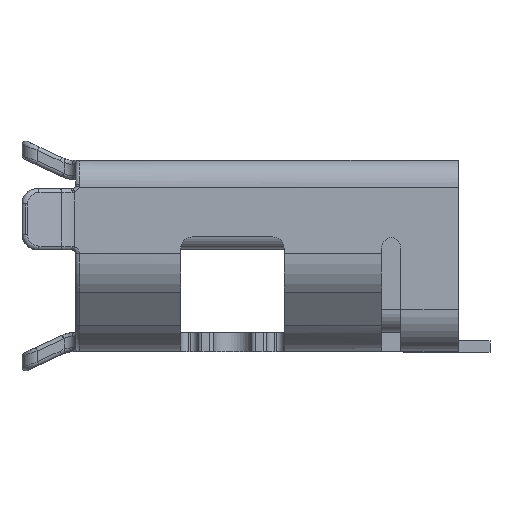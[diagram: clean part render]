
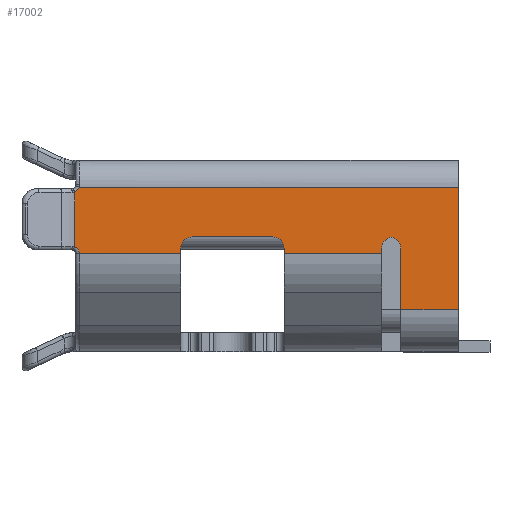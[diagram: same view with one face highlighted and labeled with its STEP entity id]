
A CAD part, left-side view. The second image highlights one B-rep face of the part: STEP entity #17002.
In plain terms, the highlighted planar face has unit normal (-1, 0, 0).
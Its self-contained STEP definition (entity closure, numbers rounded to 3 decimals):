
#319 = CIRCLE ( 'NONE', #12476, 0.15 ) ;
#748 = CIRCLE ( 'NONE', #7699, 0.15 ) ;
#812 = DIRECTION ( 'NONE',  ( 0., 0., -1. ) ) ;
#1673 = VERTEX_POINT ( 'NONE', #5129 ) ;
#1874 = VERTEX_POINT ( 'NONE', #2161 ) ;
#2057 = LINE ( 'NONE', #32325, #35224 ) ;
#2115 = CARTESIAN_POINT ( 'NONE',  ( -3.75, 2.005, 2.2 ) ) ;
#2161 = CARTESIAN_POINT ( 'NONE',  ( -3.75, 0.525, 1.55 ) ) ;
#2428 = ORIENTED_EDGE ( 'NONE', *, *, #7214, .T. ) ;
#2516 = DIRECTION ( 'NONE',  ( 0., 1., 0. ) ) ;
#2568 = EDGE_CURVE ( 'NONE', #27915, #7141, #6767, .T. ) ;
#2727 = DIRECTION ( 'NONE',  ( 0., 1., 0. ) ) ;
#2731 = VECTOR ( 'NONE', #4027, 1000. ) ;
#2732 = VECTOR ( 'NONE', #13402, 1000. ) ;
#3060 = CARTESIAN_POINT ( 'NONE',  ( -3.75, -0.525, 1.4 ) ) ;
#3176 = EDGE_CURVE ( 'NONE', #18697, #3825, #319, .T. ) ;
#3825 = VERTEX_POINT ( 'NONE', #14145 ) ;
#4027 = DIRECTION ( 'NONE',  ( 0., 0., -1. ) ) ;
#4470 = CARTESIAN_POINT ( 'NONE',  ( -3.75, 2.1, 1.33 ) ) ;
#4745 = CARTESIAN_POINT ( 'NONE',  ( -3.75, 0.675, 10.116 ) ) ;
#4963 = DIRECTION ( 'NONE',  ( 0., 0., -1. ) ) ;
#5103 = ORIENTED_EDGE ( 'NONE', *, *, #3176, .T. ) ;
#5129 = CARTESIAN_POINT ( 'NONE',  ( -3.75, -1.95, 1.333 ) ) ;
#5205 = ORIENTED_EDGE ( 'NONE', *, *, #26454, .T. ) ;
#5246 = CARTESIAN_POINT ( 'NONE',  ( -3.75, -1.95, 1.4 ) ) ;
#5428 = DIRECTION ( 'NONE',  ( 0., 0., -1. ) ) ;
#5499 = VERTEX_POINT ( 'NONE', #12528 ) ;
#5545 = VERTEX_POINT ( 'NONE', #34595 ) ;
#5802 = DIRECTION ( 'NONE',  ( 0., 1., 0. ) ) ;
#5970 = EDGE_CURVE ( 'NONE', #3825, #35074, #748, .T. ) ;
#6567 = DIRECTION ( 'NONE',  ( 1., 0., 0. ) ) ;
#6586 = DIRECTION ( 'NONE',  ( 0., 1., 0. ) ) ;
#6767 = LINE ( 'NONE', #4745, #2731 ) ;
#7141 = VERTEX_POINT ( 'NONE', #21403 ) ;
#7145 = DIRECTION ( 'NONE',  ( 0., 0., -1. ) ) ;
#7214 = EDGE_CURVE ( 'NONE', #34799, #5499, #23193, .T. ) ;
#7264 = CARTESIAN_POINT ( 'NONE',  ( -3.75, 2.1, 2.23 ) ) ;
#7319 = AXIS2_PLACEMENT_3D ( 'NONE', #4470, #15504, #10278 ) ;
#7321 = VECTOR ( 'NONE', #2516, 1000. ) ;
#7544 = ORIENTED_EDGE ( 'NONE', *, *, #26869, .T. ) ;
#7557 = PLANE ( 'NONE',  #23022 ) ;
#7570 = CARTESIAN_POINT ( 'NONE',  ( -3.75, -2.2, 0.6 ) ) ;
#7660 = EDGE_CURVE ( 'NONE', #5499, #12027, #15436, .T. ) ;
#7699 = AXIS2_PLACEMENT_3D ( 'NONE', #19613, #16878, #25245 ) ;
#8157 = LINE ( 'NONE', #21547, #34655 ) ;
#8851 = ORIENTED_EDGE ( 'NONE', *, *, #7660, .T. ) ;
#9191 = EDGE_CURVE ( 'NONE', #18697, #1673, #16142, .T. ) ;
#9327 = DIRECTION ( 'NONE',  ( 0., 1., 0. ) ) ;
#9648 = ORIENTED_EDGE ( 'NONE', *, *, #2568, .F. ) ;
#9745 = CARTESIAN_POINT ( 'NONE',  ( -3.75, -0.675, 1.4 ) ) ;
#9936 = CARTESIAN_POINT ( 'NONE',  ( -3.75, 2.15, 2.55 ) ) ;
#10223 = VERTEX_POINT ( 'NONE', #9745 ) ;
#10278 = DIRECTION ( 'NONE',  ( 0., 1., 0. ) ) ;
#10925 = CARTESIAN_POINT ( 'NONE',  ( -3.75, -0.675, 1.333 ) ) ;
#11211 = VECTOR ( 'NONE', #7145, 1000. ) ;
#11492 = ORIENTED_EDGE ( 'NONE', *, *, #27786, .F. ) ;
#11698 = ORIENTED_EDGE ( 'NONE', *, *, #34146, .T. ) ;
#11887 = LINE ( 'NONE', #31608, #26069 ) ;
#12003 = DIRECTION ( 'NONE',  ( 1., 0., 0. ) ) ;
#12027 = VERTEX_POINT ( 'NONE', #31154 ) ;
#12092 = EDGE_CURVE ( 'NONE', #35206, #34799, #18093, .T. ) ;
#12476 = AXIS2_PLACEMENT_3D ( 'NONE', #15646, #33205, #29933 ) ;
#12511 = DIRECTION ( 'NONE',  ( 0., 1., 0. ) ) ;
#12528 = CARTESIAN_POINT ( 'NONE',  ( -3.75, 2.061, 2.138 ) ) ;
#12559 = CARTESIAN_POINT ( 'NONE',  ( -3.75, -1.95, 10.116 ) ) ;
#12720 = EDGE_CURVE ( 'NONE', #35074, #30712, #2057, .T. ) ;
#12816 = DIRECTION ( 'NONE',  ( 0., 1., 0. ) ) ;
#12950 = CARTESIAN_POINT ( 'NONE',  ( -3.75, -2.2, 1.4 ) ) ;
#13366 = VECTOR ( 'NONE', #29199, 1000. ) ;
#13402 = DIRECTION ( 'NONE',  ( 0., -1., 0. ) ) ;
#13745 = CIRCLE ( 'NONE', #25346, 0.15 ) ;
#14145 = CARTESIAN_POINT ( 'NONE',  ( -3.75, -2.075, 1.548 ) ) ;
#14263 = ORIENTED_EDGE ( 'NONE', *, *, #23623, .F. ) ;
#14288 = LINE ( 'NONE', #25340, #7321 ) ;
#14838 = CARTESIAN_POINT ( 'NONE',  ( -3.75, -2.95, 2.2 ) ) ;
#14964 = CARTESIAN_POINT ( 'NONE',  ( -3.75, 0.675, 1.4 ) ) ;
#15436 = LINE ( 'NONE', #29564, #13366 ) ;
#15504 = DIRECTION ( 'NONE',  ( 1., 0., 0. ) ) ;
#15646 = CARTESIAN_POINT ( 'NONE',  ( -3.75, -2.1, 1.4 ) ) ;
#16085 = VECTOR ( 'NONE', #6586, 1000. ) ;
#16142 = LINE ( 'NONE', #12559, #11211 ) ;
#16446 = EDGE_CURVE ( 'NONE', #27915, #1874, #31094, .T. ) ;
#16536 = ORIENTED_EDGE ( 'NONE', *, *, #12092, .T. ) ;
#16878 = DIRECTION ( 'NONE',  ( 1., 0., 0. ) ) ;
#17002 = ADVANCED_FACE ( 'NONE', ( #34702 ), #7557, .F. ) ;
#17422 = CARTESIAN_POINT ( 'NONE',  ( -3.75, -2.95, 2.2 ) ) ;
#17836 = VECTOR ( 'NONE', #23011, 1000. ) ;
#18093 = LINE ( 'NONE', #14838, #17836 ) ;
#18697 = VERTEX_POINT ( 'NONE', #5246 ) ;
#18707 = EDGE_CURVE ( 'NONE', #35206, #19059, #8157, .T. ) ;
#19059 = VERTEX_POINT ( 'NONE', #35602 ) ;
#19613 = CARTESIAN_POINT ( 'NONE',  ( -3.75, -2.05, 1.4 ) ) ;
#20588 = ORIENTED_EDGE ( 'NONE', *, *, #16446, .T. ) ;
#21160 = VERTEX_POINT ( 'NONE', #32486 ) ;
#21403 = CARTESIAN_POINT ( 'NONE',  ( -3.75, 0.675, 1.333 ) ) ;
#21547 = CARTESIAN_POINT ( 'NONE',  ( -3.75, -2.95, 2.55 ) ) ;
#22033 = ORIENTED_EDGE ( 'NONE', *, *, #18707, .F. ) ;
#23011 = DIRECTION ( 'NONE',  ( 0., 1., 0. ) ) ;
#23022 = AXIS2_PLACEMENT_3D ( 'NONE', #9936, #32375, #12816 ) ;
#23193 = CIRCLE ( 'NONE', #28375, 0.1 ) ;
#23340 = ORIENTED_EDGE ( 'NONE', *, *, #29053, .T. ) ;
#23623 = EDGE_CURVE ( 'NONE', #21160, #1874, #14288, .T. ) ;
#24637 = DIRECTION ( 'NONE',  ( 1., 0., 0. ) ) ;
#25245 = DIRECTION ( 'NONE',  ( 0., 1., 0. ) ) ;
#25340 = CARTESIAN_POINT ( 'NONE',  ( -3.75, 0.675, 1.55 ) ) ;
#25346 = AXIS2_PLACEMENT_3D ( 'NONE', #3060, #24637, #5802 ) ;
#25615 = VERTEX_POINT ( 'NONE', #10925 ) ;
#26069 = VECTOR ( 'NONE', #812, 1000. ) ;
#26454 = EDGE_CURVE ( 'NONE', #30712, #19059, #29707, .T. ) ;
#26860 = ORIENTED_EDGE ( 'NONE', *, *, #9191, .F. ) ;
#26869 = EDGE_CURVE ( 'NONE', #21160, #10223, #13745, .T. ) ;
#27547 = CARTESIAN_POINT ( 'NONE',  ( -3.75, -2.95, 1.333 ) ) ;
#27784 = VECTOR ( 'NONE', #2727, 1000. ) ;
#27786 = EDGE_CURVE ( 'NONE', #7141, #5545, #27926, .T. ) ;
#27915 = VERTEX_POINT ( 'NONE', #14964 ) ;
#27926 = LINE ( 'NONE', #34739, #16085 ) ;
#28119 = ORIENTED_EDGE ( 'NONE', *, *, #5970, .T. ) ;
#28183 = AXIS2_PLACEMENT_3D ( 'NONE', #31924, #12003, #9327 ) ;
#28375 = AXIS2_PLACEMENT_3D ( 'NONE', #7264, #6567, #12511 ) ;
#29053 = EDGE_CURVE ( 'NONE', #10223, #25615, #11887, .T. ) ;
#29199 = DIRECTION ( 'NONE',  ( 0., 0., -1. ) ) ;
#29262 = EDGE_CURVE ( 'NONE', #1673, #25615, #30252, .T. ) ;
#29564 = CARTESIAN_POINT ( 'NONE',  ( -3.75, 2.061, 2.55 ) ) ;
#29707 = LINE ( 'NONE', #35311, #2732 ) ;
#29933 = DIRECTION ( 'NONE',  ( 0., 1., 0. ) ) ;
#30252 = LINE ( 'NONE', #27547, #27784 ) ;
#30564 = ORIENTED_EDGE ( 'NONE', *, *, #12720, .T. ) ;
#30712 = VERTEX_POINT ( 'NONE', #7570 ) ;
#31094 = CIRCLE ( 'NONE', #28183, 0.15 ) ;
#31154 = CARTESIAN_POINT ( 'NONE',  ( -3.75, 2.061, 1.422 ) ) ;
#31167 = EDGE_LOOP ( 'NONE', ( #16536, #2428, #8851, #11698, #11492, #9648, #20588, #14263, #7544, #23340, #35648, #26860, #5103, #28119, #30564, #5205, #22033 ) ) ;
#31608 = CARTESIAN_POINT ( 'NONE',  ( -3.75, -0.675, 10.116 ) ) ;
#31924 = CARTESIAN_POINT ( 'NONE',  ( -3.75, 0.525, 1.4 ) ) ;
#32205 = CIRCLE ( 'NONE', #7319, 0.1 ) ;
#32325 = CARTESIAN_POINT ( 'NONE',  ( -3.75, -2.2, 0.6 ) ) ;
#32375 = DIRECTION ( 'NONE',  ( 1., 0., 0. ) ) ;
#32486 = CARTESIAN_POINT ( 'NONE',  ( -3.75, -0.525, 1.55 ) ) ;
#33205 = DIRECTION ( 'NONE',  ( 1., 0., 0. ) ) ;
#34146 = EDGE_CURVE ( 'NONE', #12027, #5545, #32205, .T. ) ;
#34595 = CARTESIAN_POINT ( 'NONE',  ( -3.75, 2., 1.333 ) ) ;
#34655 = VECTOR ( 'NONE', #5428, 1000. ) ;
#34702 = FACE_OUTER_BOUND ( 'NONE', #31167, .T. ) ;
#34739 = CARTESIAN_POINT ( 'NONE',  ( -3.75, -2.95, 1.333 ) ) ;
#34799 = VERTEX_POINT ( 'NONE', #2115 ) ;
#35074 = VERTEX_POINT ( 'NONE', #12950 ) ;
#35206 = VERTEX_POINT ( 'NONE', #17422 ) ;
#35224 = VECTOR ( 'NONE', #4963, 1000. ) ;
#35311 = CARTESIAN_POINT ( 'NONE',  ( -3.75, -0.06, 0.6 ) ) ;
#35602 = CARTESIAN_POINT ( 'NONE',  ( -3.75, -2.95, 0.6 ) ) ;
#35648 = ORIENTED_EDGE ( 'NONE', *, *, #29262, .F. ) ;
